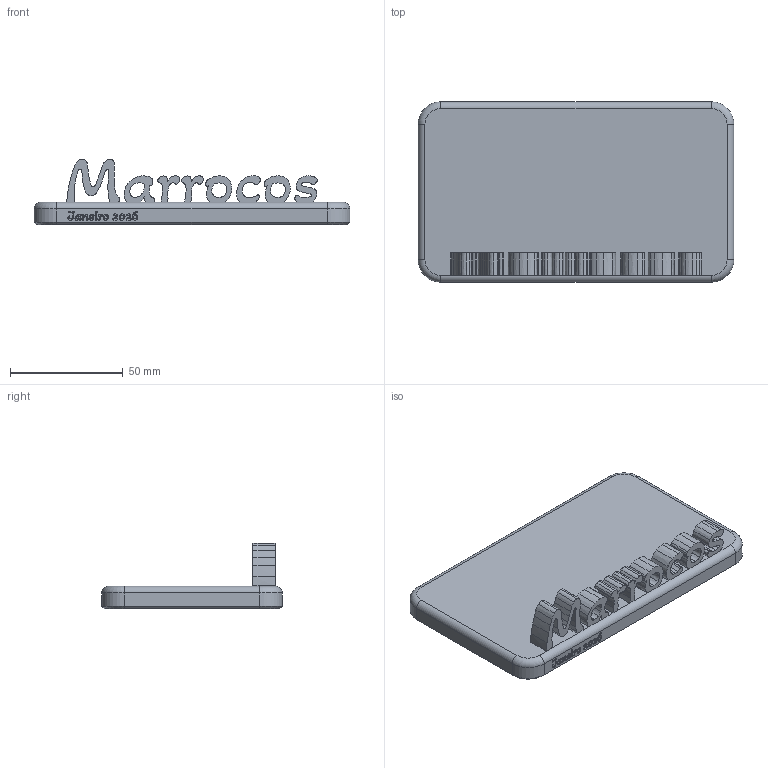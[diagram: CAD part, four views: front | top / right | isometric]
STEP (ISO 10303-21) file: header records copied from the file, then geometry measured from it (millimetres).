
FILE_DESCRIPTION(('Open CASCADE Model'),'2;1');
FILE_NAME('Open CASCADE Shape Model','2025-12-07T15:36:03',('Author'),( 'Open CASCADE'),'Open CASCADE STEP processor 7.8','build123d', 'Unknown');
FILE_SCHEMA(('AUTOMOTIVE_DESIGN { 1 0 10303 214 1 1 1 1 }'));
Products named in the file (1): SOLID
Bounding box: 140 x 80 x 29.01 mm (x, y, z)
Volume: 116746.6 mm3; surface area: 31426.3 mm2
Topology: 1 solids, 1 shells, 670 faces, 1929 edges, 1274 vertices
Faces by surface type: extrusion 609, plane 45, cylinder 8, cone 4, torus 4
Entity records: 47886 total; most frequent: CARTESIAN_POINT 14162, DIRECTION 3988, ORIENTED_EDGE 3858, PCURVE 3858, DEFINITIONAL_REPRESENTATION 3858, VECTOR 3816, LINE 3207, B_SPLINE_CURVE_WITH_KNOTS 3157
